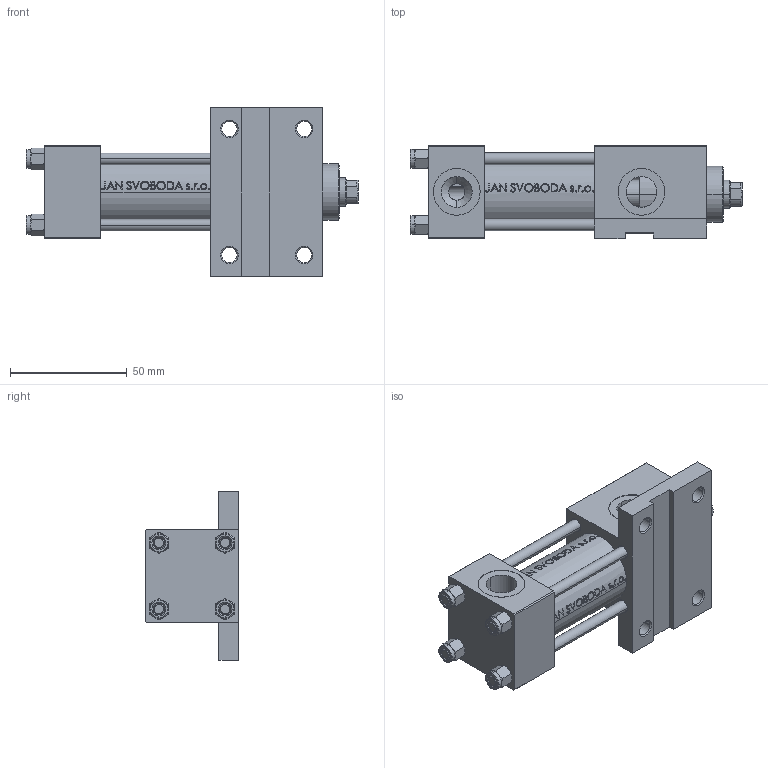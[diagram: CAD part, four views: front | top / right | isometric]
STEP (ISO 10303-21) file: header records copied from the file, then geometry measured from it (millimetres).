
FILE_DESCRIPTION (( 'STEP AP203' ), '1' );
FILE_NAME ('2ac2.STEP', '2023-08-26T14:43:53', ( '' ), ( '' ), 'SwSTEP 2.0', 'SolidWorks 2019', '' );
FILE_SCHEMA (( 'CONFIG_CONTROL_DESIGN' ));
Length unit declared in the file: millimetre
Products named in the file (6): NUT_M5_F 08d139c288c46f6dda4c553b563ee857; V215_VC_A 08d139c288c46f6dda4c553b563ee857; V215CR_VCP_F 08d139c288c46f6dda4c553b563ee857; V215CR_F_Body 08d139c288c46f6dda4c553b563ee857; V215CR_F_TYCINKA 08d139c288c46f6dda4c553b563ee857; 2ac2
Assembly tree (11 placements, depth 2):
  2ac2
    V215CR_F_Body 08d139c288c46f6dda4c553b563ee857
    V215CR_VCP_F 08d139c288c46f6dda4c553b563ee857
    V215CR_F_TYCINKA 08d139c288c46f6dda4c553b563ee857  x4
    NUT_M5_F 08d139c288c46f6dda4c553b563ee857  x4
    V215_VC_A 08d139c288c46f6dda4c553b563ee857
Bounding box: 142 x 40 x 72 mm (x, y, z)
Volume: 152522.3 mm3; surface area: 58443.8 mm2
Topology: 11 solids, 11 shells, 1102 faces, 2726 edges, 1759 vertices
Faces by surface type: plane 436, bspline 380, cone 152, cylinder 126, torus 8
Entity records: 47556 total; most frequent: CARTESIAN_POINT 25876, ORIENTED_EDGE 4944, DIRECTION 3104, EDGE_CURVE 2472, VERTEX_POINT 1615, VECTOR 1274, LINE 1274, EDGE_LOOP 1115
